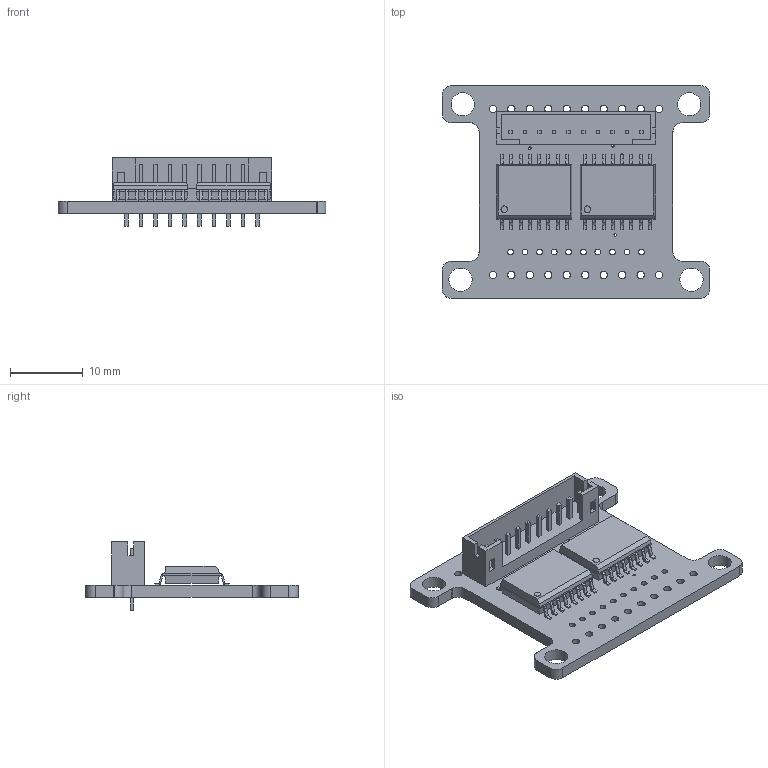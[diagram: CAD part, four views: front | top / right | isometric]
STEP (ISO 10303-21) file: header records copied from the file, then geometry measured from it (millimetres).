
FILE_DESCRIPTION(/* description */ (''),/* implementation_level */ '2;1');
FILE_NAME(/* name */ 'Isolator.step',/* time_stamp */ '2023-02-14T16:06:34+01:00',/* author */ (''),/* organization */ (''),/* preprocessor_version */ 'ST-DEVELOPER v19.2',/* originating_system */ 'Autodesk Translation Framework v11.17.0.187',/* authorisation */ '');
FILE_SCHEMA (('AUTOMOTIVE_DESIGN { 1 0 10303 214 3 1 1 }'));
Length unit declared in the file: millimetre
Products named in the file (6): Isolator; Board; Packages; SOIC-16; SOIC-16 (1); JST_S10B-PH-K-S(LF)(SN)
Assembly tree (5 placements, depth 3):
  Isolator
    Board
    Packages
      SOIC-16
      SOIC-16 (1)
      JST_S10B-PH-K-S(LF)(SN)
Bounding box: 36.83 x 29.21 x 9.4 mm (x, y, z)
Volume: 1971.3 mm3; surface area: 3434.3 mm2
Topology: 38 solids, 38 shells, 708 faces, 1820 edges, 1208 vertices
Faces by surface type: plane 509, cylinder 199
Full cylindrical faces by diameter (mm): 0.35 x11, 0.8 x20, 0.9 x4, 1.016 x20, 3.2 x4
Entity records: 21970 total; most frequent: CARTESIAN_POINT 3748, DIRECTION 3658, ORIENTED_EDGE 3640, EDGE_CURVE 1820, LINE 1422, VECTOR 1422, VERTEX_POINT 1208, AXIS2_PLACEMENT_3D 1118
